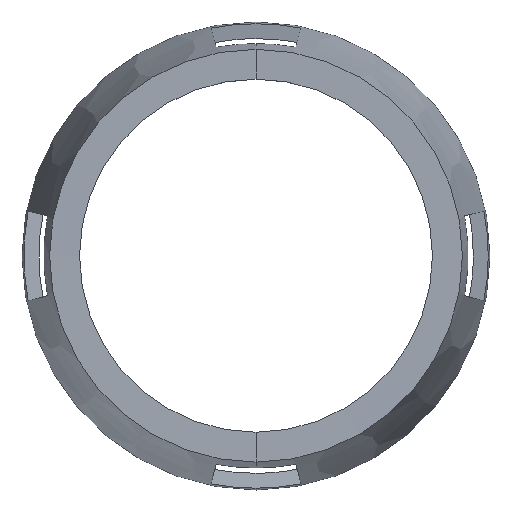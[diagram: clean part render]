
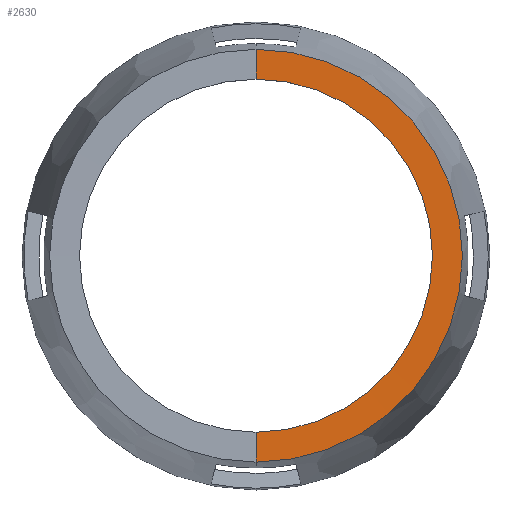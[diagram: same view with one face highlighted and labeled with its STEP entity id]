
A CAD part, top view. The second image highlights one B-rep face of the part: STEP entity #2630.
In plain terms, the highlighted conical face has half-angle 89.584 degrees and reference radius 13.755 mm.
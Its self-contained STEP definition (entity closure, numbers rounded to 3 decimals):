
#195 = CONICAL_SURFACE('',#196,15.82,0.164);
#196 = AXIS2_PLACEMENT_3D('',#197,#198,#199);
#197 = CARTESIAN_POINT('',(1262.977,-100.,-810.468));
#198 = DIRECTION('',(0.,0.,-1.));
#199 = DIRECTION('',(0.,1.,0.));
#1959 = VERTEX_POINT('',#1960);
#1960 = CARTESIAN_POINT('',(1262.977,-114.829,
    -804.484));
#2299 = VERTEX_POINT('',#2300);
#2300 = CARTESIAN_POINT('',(1262.977,-85.171,
    -804.484));
#2321 = EDGE_CURVE('',#2299,#1959,#2322,.T.);
#2322 = SURFACE_CURVE('',#2323,(#2328,#2335),.PCURVE_S1.);
#2323 = CIRCLE('',#2324,14.829);
#2324 = AXIS2_PLACEMENT_3D('',#2325,#2326,#2327);
#2325 = CARTESIAN_POINT('',(1262.977,-100.,-804.484));
#2326 = DIRECTION('',(0.,0.,-1.));
#2327 = DIRECTION('',(0.,1.,0.));
#2328 = PCURVE('',#195,#2329);
#2329 = DEFINITIONAL_REPRESENTATION('',(#2330),#2334);
#2330 = LINE('',#2331,#2332);
#2331 = CARTESIAN_POINT('',(0.,-5.984));
#2332 = VECTOR('',#2333,1.);
#2333 = DIRECTION('',(1.,0.));
#2334 = ( GEOMETRIC_REPRESENTATION_CONTEXT(2) 
PARAMETRIC_REPRESENTATION_CONTEXT() REPRESENTATION_CONTEXT('2D SPACE',''
  ) );
#2335 = PCURVE('',#2336,#2341);
#2336 = CONICAL_SURFACE('',#2337,13.755,1.564);
#2337 = AXIS2_PLACEMENT_3D('',#2338,#2339,#2340);
#2338 = CARTESIAN_POINT('',(1262.977,-100.,-804.492));
#2339 = DIRECTION('',(0.,0.,1.));
#2340 = DIRECTION('',(0.,1.,0.));
#2341 = DEFINITIONAL_REPRESENTATION('',(#2342),#2346);
#2342 = LINE('',#2343,#2344);
#2343 = CARTESIAN_POINT('',(6.283,0.008));
#2344 = VECTOR('',#2345,1.);
#2345 = DIRECTION('',(-1.,0.));
#2346 = ( GEOMETRIC_REPRESENTATION_CONTEXT(2) 
PARAMETRIC_REPRESENTATION_CONTEXT() REPRESENTATION_CONTEXT('2D SPACE',''
  ) );
#2630 = ADVANCED_FACE('',(#2631),#2336,.F.);
#2631 = FACE_BOUND('',#2632,.F.);
#2632 = EDGE_LOOP('',(#2633,#2634,#2662,#2691));
#2633 = ORIENTED_EDGE('',*,*,#2321,.T.);
#2634 = ORIENTED_EDGE('',*,*,#2635,.T.);
#2635 = EDGE_CURVE('',#1959,#2636,#2638,.T.);
#2636 = VERTEX_POINT('',#2637);
#2637 = CARTESIAN_POINT('',(1262.977,-112.681,-804.5));
#2638 = SURFACE_CURVE('',#2639,(#2643,#2650),.PCURVE_S1.);
#2639 = LINE('',#2640,#2641);
#2640 = CARTESIAN_POINT('',(1262.977,-114.829,
    -804.484));
#2641 = VECTOR('',#2642,1.);
#2642 = DIRECTION('',(0.,1.,-0.007));
#2643 = PCURVE('',#2336,#2644);
#2644 = DEFINITIONAL_REPRESENTATION('',(#2645),#2649);
#2645 = LINE('',#2646,#2647);
#2646 = CARTESIAN_POINT('',(3.142,0.008));
#2647 = VECTOR('',#2648,1.);
#2648 = DIRECTION('',(0.,-1.));
#2649 = ( GEOMETRIC_REPRESENTATION_CONTEXT(2) 
PARAMETRIC_REPRESENTATION_CONTEXT() REPRESENTATION_CONTEXT('2D SPACE',''
  ) );
#2650 = PCURVE('',#2651,#2656);
#2651 = CONICAL_SURFACE('',#2652,13.755,1.564);
#2652 = AXIS2_PLACEMENT_3D('',#2653,#2654,#2655);
#2653 = CARTESIAN_POINT('',(1262.977,-100.,-804.492));
#2654 = DIRECTION('',(0.,0.,1.));
#2655 = DIRECTION('',(0.,1.,0.));
#2656 = DEFINITIONAL_REPRESENTATION('',(#2657),#2661);
#2657 = LINE('',#2658,#2659);
#2658 = CARTESIAN_POINT('',(3.142,0.008));
#2659 = VECTOR('',#2660,1.);
#2660 = DIRECTION('',(0.,-1.));
#2661 = ( GEOMETRIC_REPRESENTATION_CONTEXT(2) 
PARAMETRIC_REPRESENTATION_CONTEXT() REPRESENTATION_CONTEXT('2D SPACE',''
  ) );
#2662 = ORIENTED_EDGE('',*,*,#2663,.F.);
#2663 = EDGE_CURVE('',#2664,#2636,#2666,.T.);
#2664 = VERTEX_POINT('',#2665);
#2665 = CARTESIAN_POINT('',(1262.977,-87.319,-804.5));
#2666 = SURFACE_CURVE('',#2667,(#2672,#2679),.PCURVE_S1.);
#2667 = CIRCLE('',#2668,12.681);
#2668 = AXIS2_PLACEMENT_3D('',#2669,#2670,#2671);
#2669 = CARTESIAN_POINT('',(1262.977,-100.,-804.5));
#2670 = DIRECTION('',(0.,0.,-1.));
#2671 = DIRECTION('',(0.,1.,0.));
#2672 = PCURVE('',#2336,#2673);
#2673 = DEFINITIONAL_REPRESENTATION('',(#2674),#2678);
#2674 = LINE('',#2675,#2676);
#2675 = CARTESIAN_POINT('',(6.283,-0.008));
#2676 = VECTOR('',#2677,1.);
#2677 = DIRECTION('',(-1.,0.));
#2678 = ( GEOMETRIC_REPRESENTATION_CONTEXT(2) 
PARAMETRIC_REPRESENTATION_CONTEXT() REPRESENTATION_CONTEXT('2D SPACE',''
  ) );
#2679 = PCURVE('',#2680,#2685);
#2680 = CYLINDRICAL_SURFACE('',#2681,12.681);
#2681 = AXIS2_PLACEMENT_3D('',#2682,#2683,#2684);
#2682 = CARTESIAN_POINT('',(1262.977,-100.,-805.05));
#2683 = DIRECTION('',(0.,0.,-1.));
#2684 = DIRECTION('',(0.,1.,0.));
#2685 = DEFINITIONAL_REPRESENTATION('',(#2686),#2690);
#2686 = LINE('',#2687,#2688);
#2687 = CARTESIAN_POINT('',(0.,-0.55));
#2688 = VECTOR('',#2689,1.);
#2689 = DIRECTION('',(1.,0.));
#2690 = ( GEOMETRIC_REPRESENTATION_CONTEXT(2) 
PARAMETRIC_REPRESENTATION_CONTEXT() REPRESENTATION_CONTEXT('2D SPACE',''
  ) );
#2691 = ORIENTED_EDGE('',*,*,#2692,.T.);
#2692 = EDGE_CURVE('',#2664,#2299,#2693,.T.);
#2693 = SURFACE_CURVE('',#2694,(#2698,#2705),.PCURVE_S1.);
#2694 = LINE('',#2695,#2696);
#2695 = CARTESIAN_POINT('',(1262.977,-87.319,-804.5));
#2696 = VECTOR('',#2697,1.);
#2697 = DIRECTION('',(0.,1.,0.007));
#2698 = PCURVE('',#2336,#2699);
#2699 = DEFINITIONAL_REPRESENTATION('',(#2700),#2704);
#2700 = LINE('',#2701,#2702);
#2701 = CARTESIAN_POINT('',(6.283,-0.008));
#2702 = VECTOR('',#2703,1.);
#2703 = DIRECTION('',(0.,1.));
#2704 = ( GEOMETRIC_REPRESENTATION_CONTEXT(2) 
PARAMETRIC_REPRESENTATION_CONTEXT() REPRESENTATION_CONTEXT('2D SPACE',''
  ) );
#2705 = PCURVE('',#2651,#2706);
#2706 = DEFINITIONAL_REPRESENTATION('',(#2707),#2711);
#2707 = LINE('',#2708,#2709);
#2708 = CARTESIAN_POINT('',(0.,-0.008));
#2709 = VECTOR('',#2710,1.);
#2710 = DIRECTION('',(0.,1.));
#2711 = ( GEOMETRIC_REPRESENTATION_CONTEXT(2) 
PARAMETRIC_REPRESENTATION_CONTEXT() REPRESENTATION_CONTEXT('2D SPACE',''
  ) );
